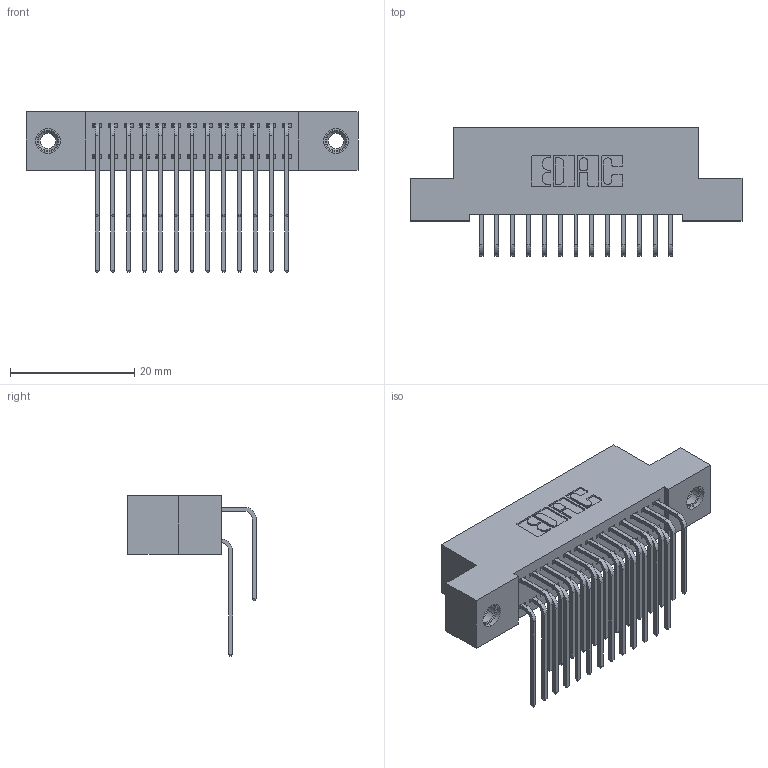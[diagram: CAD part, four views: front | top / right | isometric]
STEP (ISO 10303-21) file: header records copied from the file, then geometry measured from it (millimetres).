
FILE_DESCRIPTION (( 'STEP AP203' ), '1' );
FILE_NAME ('342-026-559-207.STEP', '2019-10-02T01:50:59', ( '' ), ( '' ), 'SwSTEP 2.0', 'SolidWorks 2016', '' );
FILE_SCHEMA (( 'CONFIG_CONTROL_DESIGN' ));
Length unit declared in the file: inch
Products named in the file (5): 345-292-001_559 Tail - 2; 345-250-001_345-250-005-103; 342-026-559-207; 342 Part_TI; 345-292-001_558 559 Tail - 1
Assembly tree (29 placements, depth 2):
  342-026-559-207
    342 Part_TI
    345-292-001_558 559 Tail - 1  x13
    345-292-001_559 Tail - 2  x13
    345-250-001_345-250-005-103  x2
Bounding box: 53.34 x 20.64 x 25.78 mm (x, y, z)
Volume: 4792.6 mm3; surface area: 7790.9 mm2
Topology: 29 solids, 29 shells, 1574 faces, 4621 edges, 3038 vertices
Faces by surface type: plane 1086, cylinder 472, cone 12, torus 4
Entity records: 14952 total; most frequent: CARTESIAN_POINT 2544, ORIENTED_EDGE 2422, DIRECTION 2237, EDGE_CURVE 1211, VECTOR 1023, LINE 1023, VERTEX_POINT 800, AXIS2_PLACEMENT_3D 607
